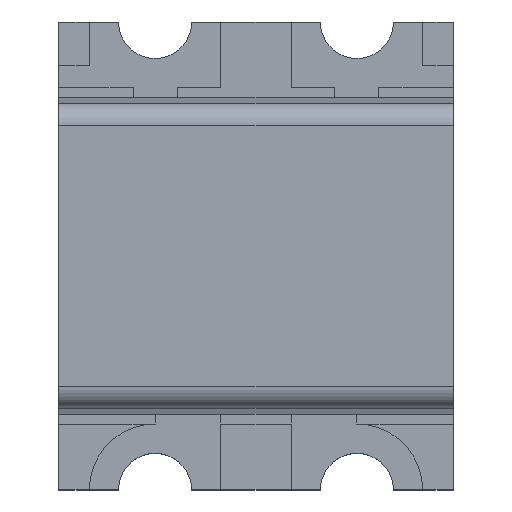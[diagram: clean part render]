
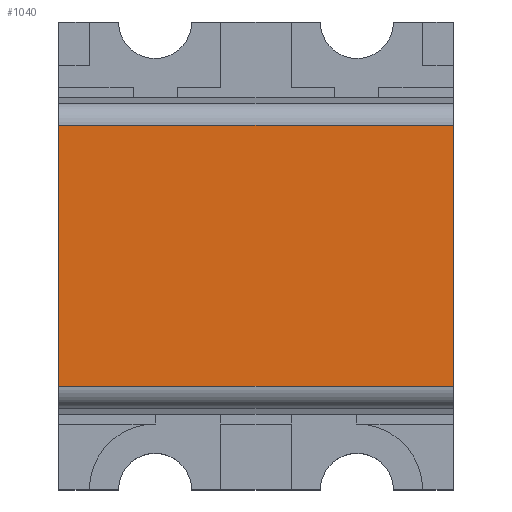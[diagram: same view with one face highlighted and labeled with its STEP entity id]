
A CAD part, top view. The second image highlights one B-rep face of the part: STEP entity #1040.
In plain terms, the highlighted planar face has unit normal (0, 0, 1).
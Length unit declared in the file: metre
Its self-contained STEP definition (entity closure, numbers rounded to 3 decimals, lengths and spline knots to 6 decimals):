
#84=ORIENTED_EDGE('',*,*,#373,.T.);
#85=ORIENTED_EDGE('',*,*,#378,.T.);
#86=ORIENTED_EDGE('',*,*,#362,.F.);
#87=ORIENTED_EDGE('',*,*,#379,.T.);
#362=EDGE_CURVE('',#511,#512,#618,.T.);
#373=EDGE_CURVE('',#522,#521,#626,.T.);
#378=EDGE_CURVE('',#521,#512,#630,.F.);
#379=EDGE_CURVE('',#511,#522,#631,.F.);
#511=VERTEX_POINT('',#1617);
#512=VERTEX_POINT('',#1618);
#521=VERTEX_POINT('',#1639);
#522=VERTEX_POINT('',#1641);
#618=LINE('',#1616,#751);
#626=LINE('',#1640,#759);
#630=LINE('',#1648,#763);
#631=LINE('',#1649,#764);
#751=VECTOR('',#1349,1.);
#759=VECTOR('',#1367,1.);
#763=VECTOR('',#1377,1.);
#764=VECTOR('',#1378,1.);
#888=EDGE_LOOP('',(#84,#85,#86,#87));
#942=FACE_BOUND('',#888,.T.);
#996=PLANE('',#1286);
#1040=ADVANCED_FACE('',(#942),#996,.T.);
#1286=AXIS2_PLACEMENT_3D('',#1647,#1375,#1376);
#1349=DIRECTION('',(0.,-1.,0.));
#1367=DIRECTION('',(0.,-1.,0.));
#1375=DIRECTION('',(0.,0.,1.));
#1376=DIRECTION('',(1.,0.,0.));
#1377=DIRECTION('',(-1.,0.,0.));
#1378=DIRECTION('',(1.,0.,0.));
#1616=CARTESIAN_POINT('',(0.00135,0.,0.001101));
#1617=CARTESIAN_POINT('',(0.00135,0.000893,0.001101));
#1618=CARTESIAN_POINT('',(0.00135,-0.000893,0.001101));
#1639=CARTESIAN_POINT('',(-0.00135,-0.000893,0.001101));
#1640=CARTESIAN_POINT('',(-0.00135,0.,0.001101));
#1641=CARTESIAN_POINT('',(-0.00135,0.000893,0.001101));
#1647=CARTESIAN_POINT('',(0.,0.,0.001101));
#1648=CARTESIAN_POINT('',(0.,-0.000893,0.001101));
#1649=CARTESIAN_POINT('',(-0.00135,0.000893,0.001101));
